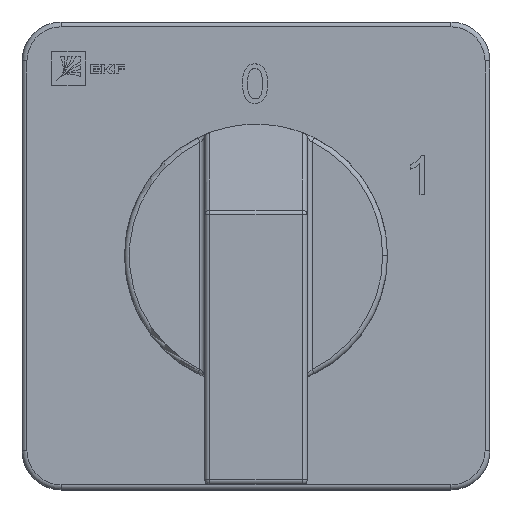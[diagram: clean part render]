
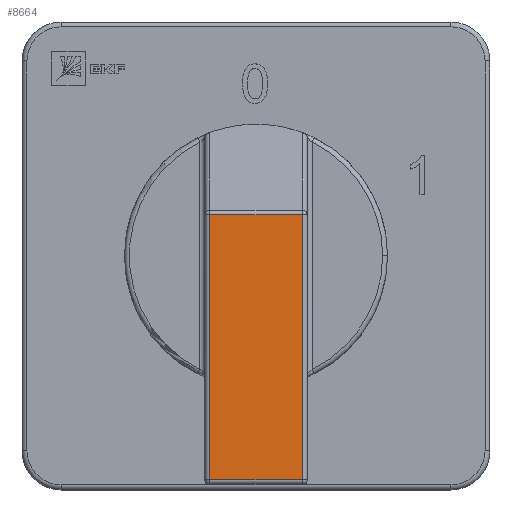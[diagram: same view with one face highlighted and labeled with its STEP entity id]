
A CAD part, top view. The second image highlights one B-rep face of the part: STEP entity #8664.
In plain terms, the highlighted planar face has unit normal (0, 0, 1).
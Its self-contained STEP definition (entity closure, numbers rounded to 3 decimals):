
#373 = LINE ( 'NONE', #16243, #6851 ) ;
#1390 = EDGE_LOOP ( 'NONE', ( #3232, #16778, #7369, #11904 ) ) ;
#1677 = EDGE_CURVE ( 'NONE', #17221, #14393, #13859, .T. ) ;
#3130 = CARTESIAN_POINT ( 'NONE',  ( -4.75, 4.203, 23.5 ) ) ;
#3232 = ORIENTED_EDGE ( 'NONE', *, *, #6280, .T. ) ;
#3797 = FACE_OUTER_BOUND ( 'NONE', #1390, .T. ) ;
#3992 = DIRECTION ( 'NONE',  ( 0., 0., -1. ) ) ;
#4154 = VERTEX_POINT ( 'NONE', #8489 ) ;
#5476 = AXIS2_PLACEMENT_3D ( 'NONE', #22925, #3992, #5805 ) ;
#5805 = DIRECTION ( 'NONE',  ( 0., 1., 0. ) ) ;
#6234 = DIRECTION ( 'NONE',  ( -1., 0., 0. ) ) ;
#6280 = EDGE_CURVE ( 'NONE', #15916, #4154, #373, .T. ) ;
#6851 = VECTOR ( 'NONE', #23593, 1000. ) ;
#7369 = ORIENTED_EDGE ( 'NONE', *, *, #1677, .T. ) ;
#7961 = PLANE ( 'NONE',  #5476 ) ;
#8227 = VECTOR ( 'NONE', #13038, 1000. ) ;
#8489 = CARTESIAN_POINT ( 'NONE',  ( 4.75, 4.203, 23.5 ) ) ;
#8664 = ADVANCED_FACE ( 'NONE', ( #3797 ), #7961, .F. ) ;
#9318 = CARTESIAN_POINT ( 'NONE',  ( -4.75, -23.5, 23.5 ) ) ;
#9640 = CARTESIAN_POINT ( 'NONE',  ( 4.75, -23., 23.5 ) ) ;
#10656 = LINE ( 'NONE', #13223, #16864 ) ;
#11525 = LINE ( 'NONE', #14096, #20944 ) ;
#11904 = ORIENTED_EDGE ( 'NONE', *, *, #22753, .T. ) ;
#13038 = DIRECTION ( 'NONE',  ( 0., -1., 0. ) ) ;
#13223 = CARTESIAN_POINT ( 'NONE',  ( 5.25, -23., 23.5 ) ) ;
#13859 = LINE ( 'NONE', #9318, #8227 ) ;
#14096 = CARTESIAN_POINT ( 'NONE',  ( 5.25, 4.203, 23.5 ) ) ;
#14393 = VERTEX_POINT ( 'NONE', #22298 ) ;
#15916 = VERTEX_POINT ( 'NONE', #9640 ) ;
#16243 = CARTESIAN_POINT ( 'NONE',  ( 4.75, 4.5, 23.5 ) ) ;
#16778 = ORIENTED_EDGE ( 'NONE', *, *, #22946, .T. ) ;
#16864 = VECTOR ( 'NONE', #20866, 1000. ) ;
#17221 = VERTEX_POINT ( 'NONE', #3130 ) ;
#20866 = DIRECTION ( 'NONE',  ( 1., 0., 0. ) ) ;
#20944 = VECTOR ( 'NONE', #6234, 1000. ) ;
#22298 = CARTESIAN_POINT ( 'NONE',  ( -4.75, -23., 23.5 ) ) ;
#22753 = EDGE_CURVE ( 'NONE', #14393, #15916, #10656, .T. ) ;
#22925 = CARTESIAN_POINT ( 'NONE',  ( 5.25, 4.5, 23.5 ) ) ;
#22946 = EDGE_CURVE ( 'NONE', #4154, #17221, #11525, .T. ) ;
#23593 = DIRECTION ( 'NONE',  ( 0., 1., 0. ) ) ;
